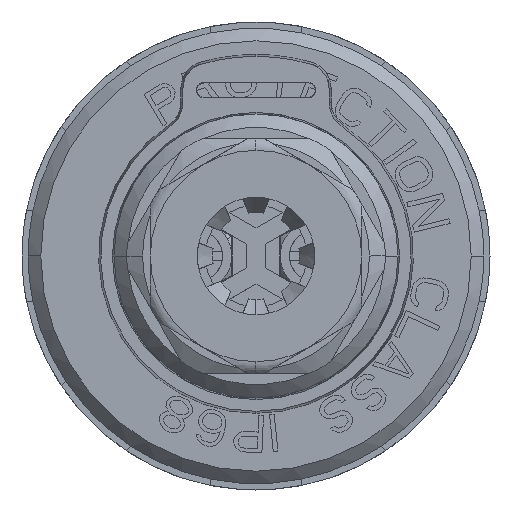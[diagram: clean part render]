
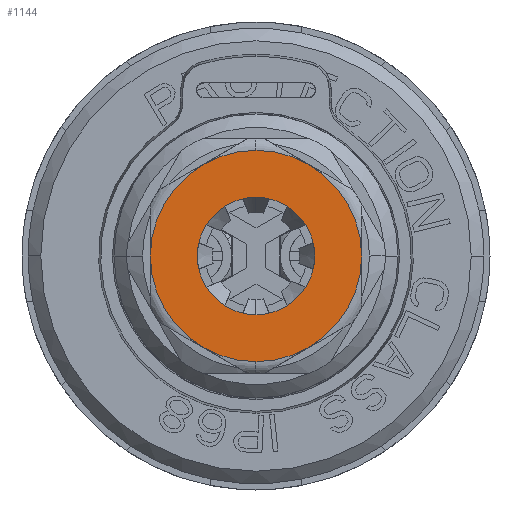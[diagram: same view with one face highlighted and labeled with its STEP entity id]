
A CAD part, left-side view. The second image highlights one B-rep face of the part: STEP entity #1144.
In plain terms, the highlighted planar face has unit normal (-1, 0, 0).
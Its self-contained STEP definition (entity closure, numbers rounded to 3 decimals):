
#1144=ADVANCED_FACE('',(#3300,#3301),#3302,.F.);
#3300=FACE_OUTER_BOUND('',#7976,.T.);
#3301=FACE_BOUND('',#7977,.T.);
#3302=PLANE('',#7978);
#7976=EDGE_LOOP('',(#16778,#16779,#16780,#16781,#16782,#16783,#16784,#16785));
#7977=EDGE_LOOP('',(#16786,#16787));
#7978=AXIS2_PLACEMENT_3D('',#16788,#16789,#16790);
#16778=ORIENTED_EDGE('',*,*,#20098,.F.);
#16779=ORIENTED_EDGE('',*,*,#20099,.F.);
#16780=ORIENTED_EDGE('',*,*,#20100,.T.);
#16781=ORIENTED_EDGE('',*,*,#20093,.T.);
#16782=ORIENTED_EDGE('',*,*,#20101,.F.);
#16783=ORIENTED_EDGE('',*,*,#20102,.F.);
#16784=ORIENTED_EDGE('',*,*,#20095,.T.);
#16785=ORIENTED_EDGE('',*,*,#20103,.T.);
#16786=ORIENTED_EDGE('',*,*,#20104,.F.);
#16787=ORIENTED_EDGE('',*,*,#20105,.F.);
#16788=CARTESIAN_POINT('',(-68.347,0.0,0.0));
#16789=DIRECTION('',(1.0,0.0,0.0));
#16790=DIRECTION('',(0.0,-1.0,0.0));
#20093=EDGE_CURVE('',#24849,#24853,#24855,.T.);
#20095=EDGE_CURVE('',#24859,#24856,#24860,.T.);
#20098=EDGE_CURVE('',#24864,#24865,#24866,.T.);
#20099=EDGE_CURVE('',#24867,#24864,#24868,.T.);
#20100=EDGE_CURVE('',#24867,#24849,#24869,.T.);
#20101=EDGE_CURVE('',#24870,#24853,#24871,.T.);
#20102=EDGE_CURVE('',#24859,#24870,#24872,.T.);
#20103=EDGE_CURVE('',#24856,#24865,#24873,.T.);
#20104=EDGE_CURVE('',#24874,#24875,#24876,.T.);
#20105=EDGE_CURVE('',#24875,#24874,#24877,.T.);
#24849=VERTEX_POINT('',#35223);
#24853=VERTEX_POINT('',#35227);
#24855=CIRCLE('',#35243,8.575);
#24856=VERTEX_POINT('',#35244);
#24859=VERTEX_POINT('',#35247);
#24860=CIRCLE('',#35248,8.575);
#24864=VERTEX_POINT('',#35266);
#24865=VERTEX_POINT('',#35267);
#24866=CIRCLE('',#35268,8.575);
#24867=VERTEX_POINT('',#35269);
#24868=CIRCLE('',#35270,8.575);
#24869=CIRCLE('',#35271,8.575);
#24870=VERTEX_POINT('',#35272);
#24871=CIRCLE('',#35273,8.575);
#24872=CIRCLE('',#35274,8.575);
#24873=CIRCLE('',#35275,8.575);
#24874=VERTEX_POINT('',#35276);
#24875=VERTEX_POINT('',#35277);
#24876=CIRCLE('',#35278,4.765);
#24877=CIRCLE('',#35279,4.765);
#35223=CARTESIAN_POINT('',(-68.347,0.,8.575));
#35227=CARTESIAN_POINT('',(-68.347,4.288,7.426));
#35243=AXIS2_PLACEMENT_3D('',#39143,#39144,#39145);
#35244=CARTESIAN_POINT('',(-68.347,0.,-8.575));
#35247=CARTESIAN_POINT('',(-68.347,4.287,-7.426));
#35248=AXIS2_PLACEMENT_3D('',#39149,#39150,#39151);
#35266=CARTESIAN_POINT('',(-68.347,-8.575,0.));
#35267=CARTESIAN_POINT('',(-68.347,-4.288,-7.426));
#35268=AXIS2_PLACEMENT_3D('',#39155,#39156,#39157);
#35269=CARTESIAN_POINT('',(-68.347,-4.287,7.426));
#35270=AXIS2_PLACEMENT_3D('',#39158,#39159,#39160);
#35271=AXIS2_PLACEMENT_3D('',#39161,#39162,#39163);
#35272=CARTESIAN_POINT('',(-68.347,8.575,0.));
#35273=AXIS2_PLACEMENT_3D('',#39164,#39165,#39166);
#35274=AXIS2_PLACEMENT_3D('',#39167,#39168,#39169);
#35275=AXIS2_PLACEMENT_3D('',#39170,#39171,#39172);
#35276=CARTESIAN_POINT('',(-68.347,4.765,0.0));
#35277=CARTESIAN_POINT('',(-68.347,-4.765,0.0));
#35278=AXIS2_PLACEMENT_3D('',#39173,#39174,#39175);
#35279=AXIS2_PLACEMENT_3D('',#39176,#39177,#39178);
#39143=CARTESIAN_POINT('',(-68.347,0.0,0.0));
#39144=DIRECTION('',(-1.0,0.0,0.0));
#39145=DIRECTION('',(0.0,-0.5,0.866));
#39149=CARTESIAN_POINT('',(-68.347,0.0,0.0));
#39150=DIRECTION('',(-1.0,0.0,-0.0));
#39151=DIRECTION('',(0.0,0.5,-0.866));
#39155=CARTESIAN_POINT('',(-68.347,0.0,0.0));
#39156=DIRECTION('',(1.0,0.0,0.0));
#39157=DIRECTION('',(0.0,-1.0,0.));
#39158=CARTESIAN_POINT('',(-68.347,0.0,0.0));
#39159=DIRECTION('',(1.0,0.0,0.0));
#39160=DIRECTION('',(0.0,-0.5,0.866));
#39161=CARTESIAN_POINT('',(-68.347,0.0,0.0));
#39162=DIRECTION('',(-1.0,0.0,0.0));
#39163=DIRECTION('',(0.0,-0.5,0.866));
#39164=CARTESIAN_POINT('',(-68.347,0.0,0.0));
#39165=DIRECTION('',(1.0,0.0,0.0));
#39166=DIRECTION('',(0.0,1.0,0.));
#39167=CARTESIAN_POINT('',(-68.347,0.0,0.0));
#39168=DIRECTION('',(1.0,0.0,0.0));
#39169=DIRECTION('',(0.0,0.5,-0.866));
#39170=CARTESIAN_POINT('',(-68.347,0.0,0.0));
#39171=DIRECTION('',(-1.0,0.0,-0.0));
#39172=DIRECTION('',(0.0,0.5,-0.866));
#39173=CARTESIAN_POINT('',(-68.347,0.0,0.0));
#39174=DIRECTION('',(-1.0,0.0,0.0));
#39175=DIRECTION('',(0.0,1.0,0.0));
#39176=CARTESIAN_POINT('',(-68.347,0.0,0.0));
#39177=DIRECTION('',(-1.0,0.0,0.0));
#39178=DIRECTION('',(0.0,-1.0,0.0));
